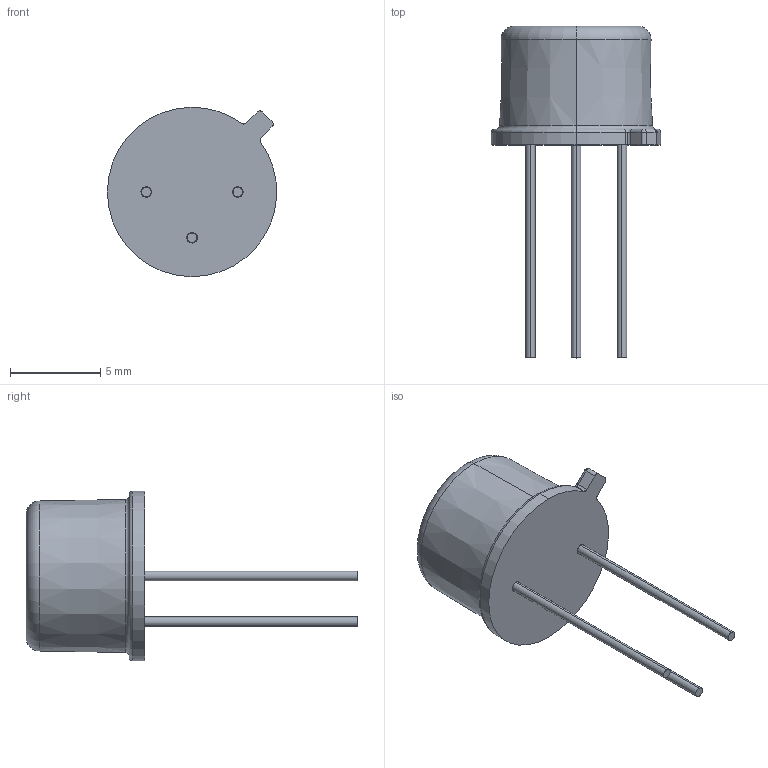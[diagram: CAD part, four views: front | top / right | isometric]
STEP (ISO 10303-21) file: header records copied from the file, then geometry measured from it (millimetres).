
FILE_DESCRIPTION (( 'STEP AP214' ), '1' );
FILE_NAME ('BE33AC4D-8A35-49CE-B686-FEF3D0BCE7B5.STEP', '2023-09-03T03:54:08', ( '' ), ( '' ), 'SwSTEP 2.0', 'SolidWorks 2022', '' );
FILE_SCHEMA (( 'AUTOMOTIVE_DESIGN' ));
Length unit declared in the file: millimetre
Products named in the file (1): BE33AC4D-8A35-49CE-B686-FEF3D0BCE7B5
Bounding box: 9.39 x 18.42 x 9.4 mm (x, y, z)
Volume: 384.1 mm3; surface area: 373 mm2
Topology: 1 solids, 1 shells, 48 faces, 103 edges, 62 vertices
Faces by surface type: cylinder 23, plane 12, torus 9, cone 2, sphere 2
Entity records: 1492 total; most frequent: DIRECTION 266, CARTESIAN_POINT 212, ORIENTED_EDGE 202, AXIS2_PLACEMENT_3D 116, EDGE_CURVE 101, CIRCLE 67, VERTEX_POINT 62, EDGE_LOOP 55
